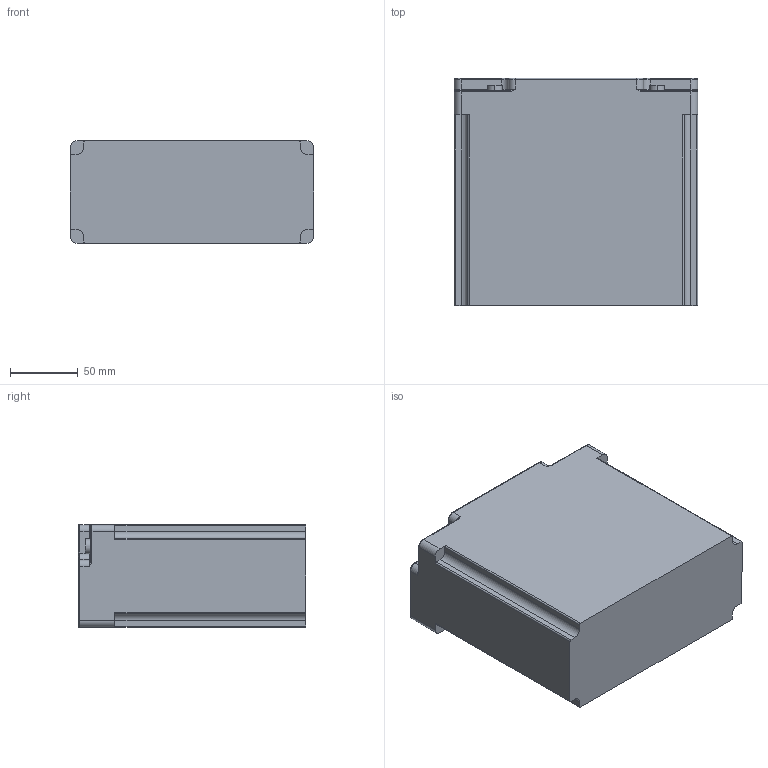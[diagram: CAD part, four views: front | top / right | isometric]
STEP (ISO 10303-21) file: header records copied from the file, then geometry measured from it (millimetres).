
FILE_DESCRIPTION (( 'STEP AP214' ), '1' );
FILE_NAME ('20Ah.STEP', '2015-12-16T12:58:21', ( '' ), ( '' ), 'SwSTEP 2.0', 'SolidWorks 2014', '' );
FILE_SCHEMA (( 'AUTOMOTIVE_DESIGN' ));
Length unit declared in the file: millimetre
Products named in the file (1): 20Ah
Bounding box: 180 x 168 x 76 mm (x, y, z)
Volume: 2225821.5 mm3; surface area: 111403.9 mm2
Topology: 1 solids, 1 shells, 94 faces, 232 edges, 140 vertices
Faces by surface type: cylinder 46, plane 28, torus 16, bspline 4
Entity records: 3080 total; most frequent: CARTESIAN_POINT 679, DIRECTION 510, ORIENTED_EDGE 456, EDGE_CURVE 228, AXIS2_PLACEMENT_3D 199, VERTEX_POINT 140, LINE 112, VECTOR 112
